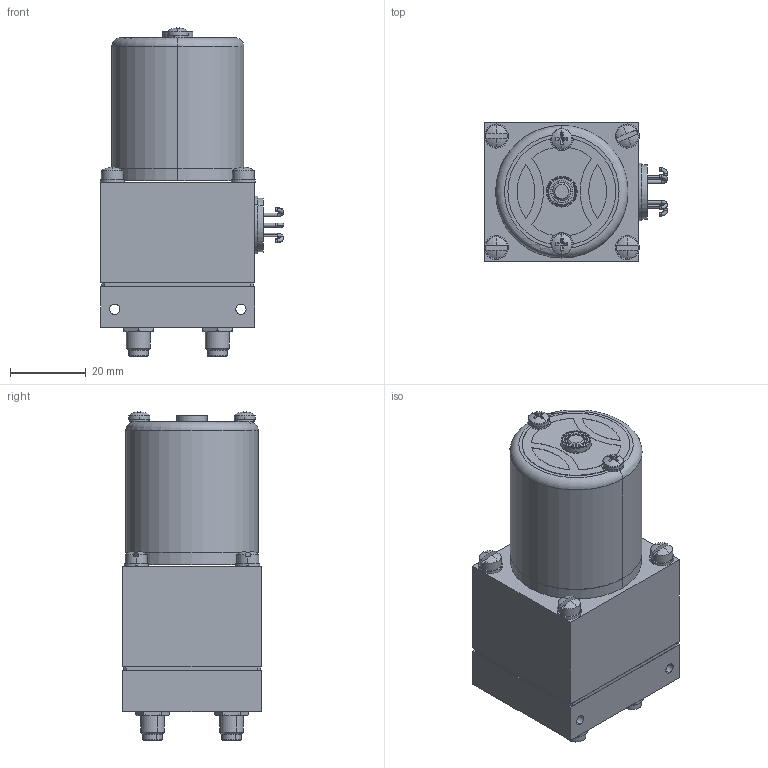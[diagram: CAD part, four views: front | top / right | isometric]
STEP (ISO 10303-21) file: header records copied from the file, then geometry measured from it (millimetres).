
FILE_DESCRIPTION (( 'STEP AP203' ), '1' );
FILE_NAME ('COAX 7R SMA SMI.STEP', '2016-08-26T12:47:45', ( '' ), ( '' ), 'SwSTEP 2.0', 'SolidWorks 2016', '' );
FILE_SCHEMA (( 'CONFIG_CONTROL_DESIGN' ));
Length unit declared in the file: inch
Products named in the file (1): COAX 7R SMA SMI
Bounding box: 48.38 x 36.47 x 86.58 mm (x, y, z)
Surface area: 19014.4 mm2 (no closed solid volume)
Topology: 0 solids, 41 shells, 409 faces, 1257 edges, 887 vertices
Faces by surface type: plane 154, cylinder 138, cone 48, torus 34, sphere 20, bspline 15
Entity records: 16410 total; most frequent: CARTESIAN_POINT 5201, DIRECTION 2403, ORIENTED_EDGE 2048, EDGE_CURVE 1257, AXIS2_PLACEMENT_3D 963, VERTEX_POINT 887, CIRCLE 568, EDGE_LOOP 488
